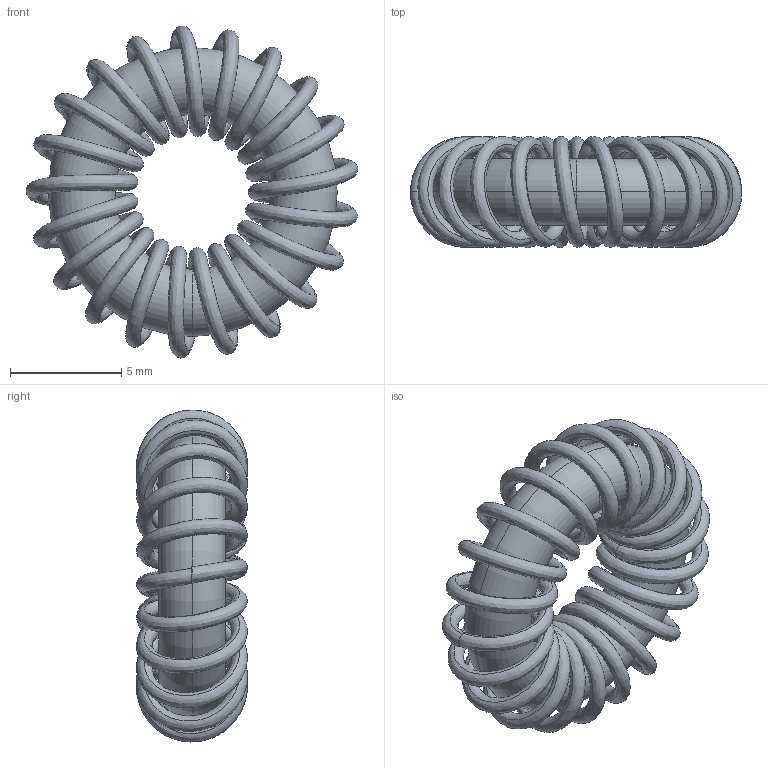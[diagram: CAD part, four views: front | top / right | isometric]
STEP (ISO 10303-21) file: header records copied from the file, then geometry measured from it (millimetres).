
FILE_DESCRIPTION (( 'STEP AP214' ), '1' );
FILE_NAME ('L DIP D15.STEP', '2014-02-20T13:18:46', ( 'Master' ), ( '' ), 'SwSTEP 2.0', 'SolidWorks 2013', '' );
FILE_SCHEMA (( 'AUTOMOTIVE_DESIGN' ));
Length unit declared in the file: millimetre
Products named in the file (1): L DIP D15
Bounding box: 14.92 x 5 x 14.95 mm (x, y, z)
Volume: 329.2 mm3; surface area: 915.9 mm2
Topology: 2 solids, 2 shells, 9 faces, 20 edges, 11 vertices
Faces by surface type: bspline 4, torus 4, plane 1
Entity records: 6069 total; most frequent: CARTESIAN_POINT 5771, ORIENTED_EDGE 40, DIRECTION 36, EDGE_CURVE 20, AXIS2_PLACEMENT_3D 18, CIRCLE 12, VERTEX_POINT 11, UNCERTAINTY_MEASURE_WITH_UNIT 10
